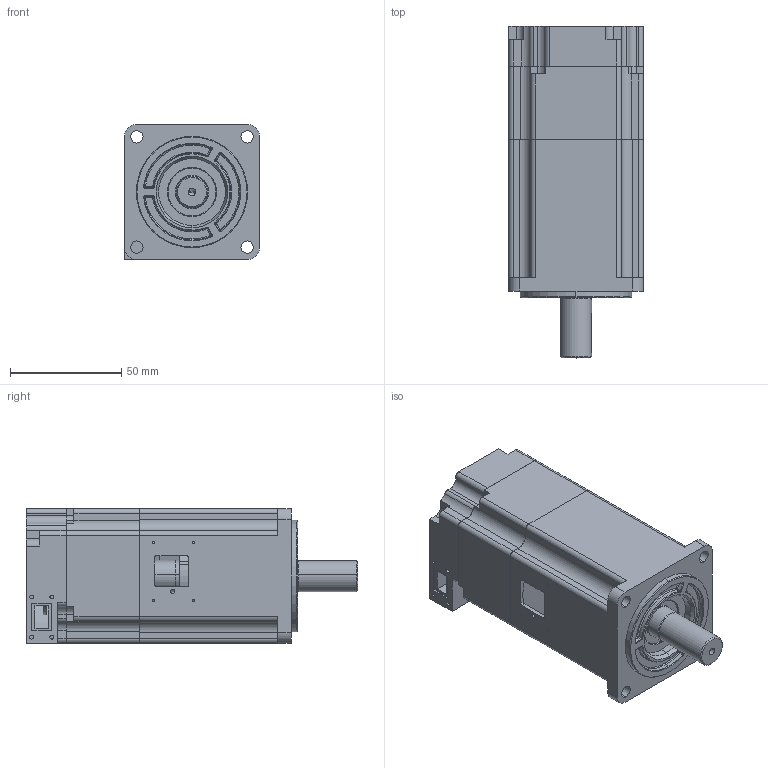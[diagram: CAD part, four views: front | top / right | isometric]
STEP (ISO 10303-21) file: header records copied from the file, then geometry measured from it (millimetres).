
FILE_DESCRIPTION (( 'STEP AP214' ), '1' );
FILE_NAME ('RSDA-H06J1330C-Z.STEP', '2024-03-27T02:44:20', ( '' ), ( '' ), 'SwSTEP 2.0', 'SolidWorks 2023', '' );
FILE_SCHEMA (( 'AUTOMOTIVE_DESIGN' ));
Length unit declared in the file: millimetre
Products named in the file (12): RSDA-H06J1330C-Z; 轴承6202; 60太阳花转子铁芯H33; 小磁铁; Z036-S060(24V)1.5G12.5-刹车扣; Z036-S060(24V)1.5G12.5; 60伺服刹车机壳; 轴承6000; 60SF400一体机壳; 磁编板; 60SF400-K1445-025; 60伺服后罩H18
Assembly tree (11 placements, depth 2):
  RSDA-H06J1330C-Z
    60SF400一体机壳
    60伺服后罩H18
    60伺服刹车机壳
    60太阳花转子铁芯H33
    轴承6000
    轴承6202
    Z036-S060(24V)1.5G12.5
    Z036-S060(24V)1.5G12.5-刹车扣
    磁编板
    小磁铁
    60SF400-K1445-025
Bounding box: 60.5 x 149 x 60.5 mm (x, y, z)
Volume: 232269.6 mm3; surface area: 117498.9 mm2
Topology: 12 solids, 12 shells, 821 faces, 2150 edges, 1362 vertices
Faces by surface type: cylinder 420, plane 279, cone 92, torus 18, sphere 12
Entity records: 25974 total; most frequent: DIRECTION 4704, CARTESIAN_POINT 4551, ORIENTED_EDGE 4220, EDGE_CURVE 2110, AXIS2_PLACEMENT_3D 1787, VERTEX_POINT 1362, LINE 1130, VECTOR 1130
